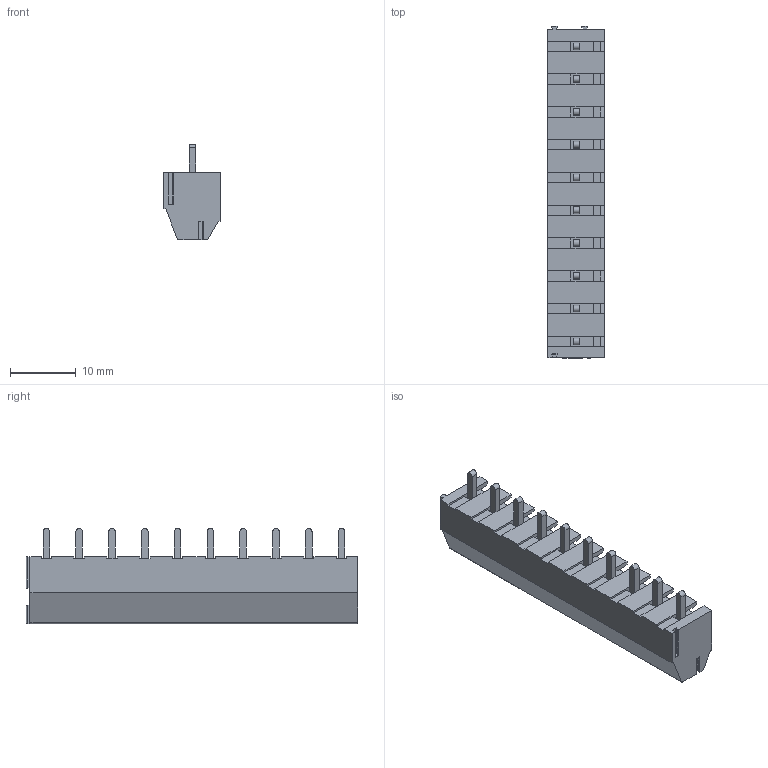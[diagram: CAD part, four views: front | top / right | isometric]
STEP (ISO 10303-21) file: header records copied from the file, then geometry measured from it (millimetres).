
FILE_DESCRIPTION( ( 'STEP AP214' ), '1' );
FILE_NAME( 'MBE1510-5-V.stp', ' ', ( ' ' ), ( ' ' ), 'PSStep 14.0', 'VISI 19.0', ' ' );
FILE_SCHEMA( ( 'AUTOMOTIVE_DESIGN { 1 0 10303 214 1 1 1 1 }' ) );
Length unit declared in the file: millimetre
Products named in the file (1): 1
Bounding box: 8.6 x 50.6 x 14.5 mm (x, y, z)
Volume: 2774 mm3; surface area: 4270.3 mm2
Topology: 1 solids, 11 shells, 644 faces, 1726 edges, 1154 vertices
Faces by surface type: plane 536, cylinder 98, torus 10
Full cylindrical faces by diameter (mm): 2.5 x10, 3.3 x10, 3.4 x10
Entity records: 24645 total; most frequent: CARTESIAN_POINT 3425, ORIENTED_EDGE 3312, DIRECTION 3222, EDGE_CURVE 1656, LINE 1380, VECTOR 1380, VERTEX_POINT 1124, AXIS2_PLACEMENT_3D 921
